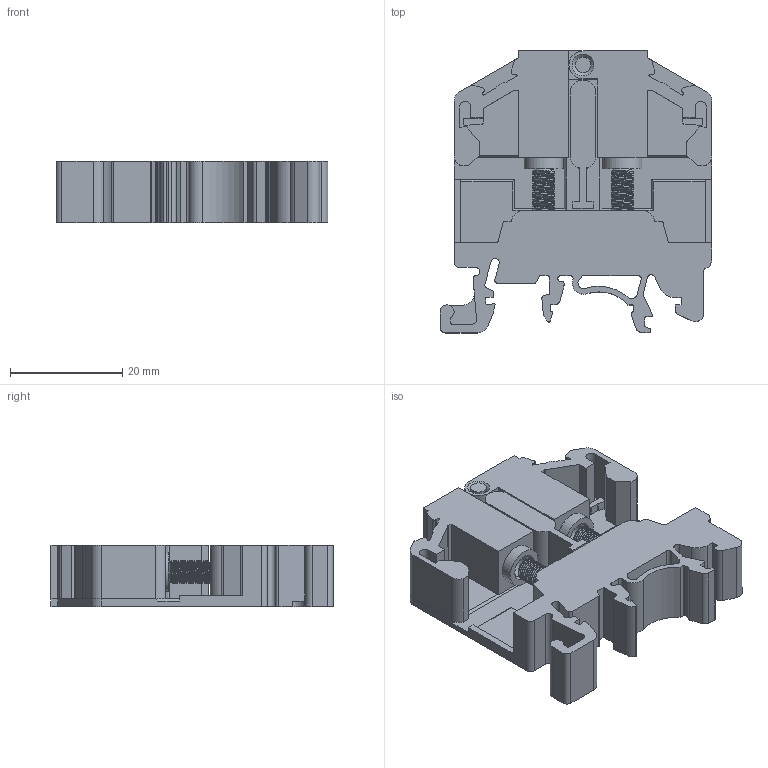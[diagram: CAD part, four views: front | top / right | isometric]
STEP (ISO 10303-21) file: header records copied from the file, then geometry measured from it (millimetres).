
FILE_DESCRIPTION( ( 'Unknown' ), '1' );
FILE_NAME( 'STH4.stp', 'Unknown', ( 'Unknown' ), ( 'Unknown' ), 'PSStep 14.0', 'Unknown', ' ' );
FILE_SCHEMA( ( 'AUTOMOTIVE_DESIGN { 1 0 10303 214 1 1 1 1 }' ) );
Length unit declared in the file: millimetre
Products named in the file (2): 1; 2
Bounding box: 48.5 x 50.3 x 10.95 mm (x, y, z)
Volume: 13002.1 mm3; surface area: 12425.4 mm2
Topology: 2 solids, 2 shells, 327 faces, 989 edges, 678 vertices
Faces by surface type: plane 196, cylinder 113, cone 14, bspline 4
Full cylindrical faces by diameter (mm): 2.798 x1, 2.9 x1, 4 x2, 5.8 x2, 6.3 x2, 6.6 x2, 7 x2
Entity records: 25473 total; most frequent: CARTESIAN_POINT 8236, ORIENTED_EDGE 1910, DIRECTION 1758, PRESENTATION_STYLE_ASSIGNMENT 1544, COLOUR_RGB 1544, STYLED_ITEM 1232, CURVE_STYLE 1217, DRAUGHTING_PRE_DEFINED_CURVE_FONT 1217
